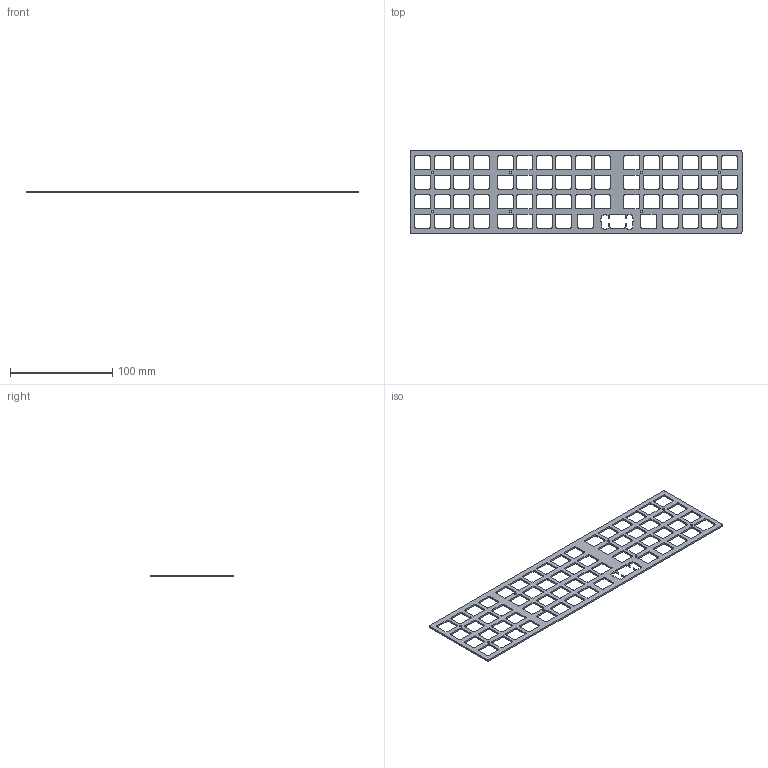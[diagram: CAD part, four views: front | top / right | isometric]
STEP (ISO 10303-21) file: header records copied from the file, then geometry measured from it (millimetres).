
FILE_DESCRIPTION(('KiCad electronic assembly'),'2;1');
FILE_NAME('augio_switchplate.step','2020-05-04T13:48:15',('An Author'),( 'A Company'),'Open CASCADE STEP processor 6.9', 'KiCad to STEP converter','Unknown');
FILE_SCHEMA(('AUTOMOTIVE_DESIGN { 1 0 10303 214 1 1 1 1 }'));
Length unit declared in the file: millimetre
Products named in the file (2): Open CASCADE STEP translator 6.9 1; COMPOUND
Assembly tree (1 placements, depth 2):
  Open CASCADE STEP translator 6.9 1
    COMPOUND
Bounding box: 325.09 x 82.2 x 1.6 mm (x, y, z)
Volume: 20581.9 mm3; surface area: 33191.4 mm2
Topology: 1 solids, 1 shells, 890 faces, 2664 edges, 1776 vertices
Faces by surface type: plane 882, cylinder 8
Full cylindrical faces by diameter (mm): 2.1 x8
Entity records: 64355 total; most frequent: CARTESIAN_POINT 10756, DIRECTION 9776, LINE 7960, VECTOR 7960, ORIENTED_EDGE 5328, PCURVE 5328, DEFINITIONAL_REPRESENTATION 5328, EDGE_CURVE 2664
